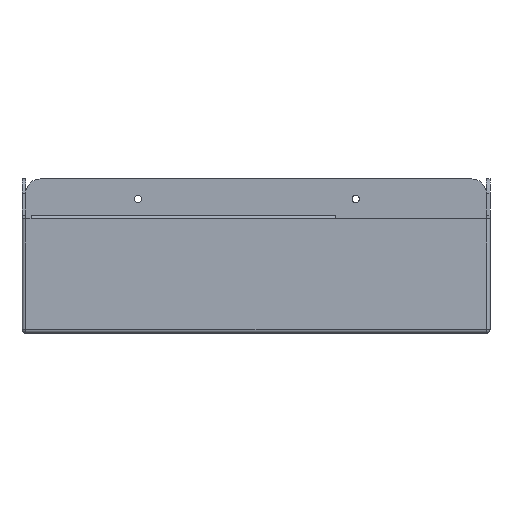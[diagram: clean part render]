
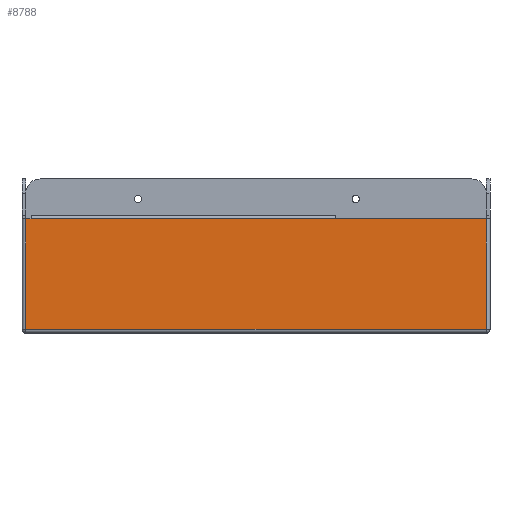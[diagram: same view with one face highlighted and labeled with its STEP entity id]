
A CAD part, left-side view. The second image highlights one B-rep face of the part: STEP entity #8788.
In plain terms, the highlighted planar face has unit normal (-1, 0, 0).
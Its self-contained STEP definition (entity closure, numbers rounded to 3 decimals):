
#83 = CYLINDRICAL_SURFACE('',#84,2.);
#84 = AXIS2_PLACEMENT_3D('',#85,#86,#87);
#85 = CARTESIAN_POINT('',(2.,258.,2.));
#86 = DIRECTION('',(0.,-1.,0.));
#87 = DIRECTION('',(-1.,0.,0.));
#3121 = EDGE_CURVE('',#3122,#3124,#3126,.T.);
#3122 = VERTEX_POINT('',#3123);
#3123 = CARTESIAN_POINT('',(0.,256.,2.));
#3124 = VERTEX_POINT('',#3125);
#3125 = CARTESIAN_POINT('',(0.,2.,2.));
#3126 = SURFACE_CURVE('',#3127,(#3131,#3138),.PCURVE_S1.);
#3127 = LINE('',#3128,#3129);
#3128 = CARTESIAN_POINT('',(0.,258.,2.));
#3129 = VECTOR('',#3130,1.);
#3130 = DIRECTION('',(0.,-1.,0.));
#3131 = PCURVE('',#83,#3132);
#3132 = DEFINITIONAL_REPRESENTATION('',(#3133),#3137);
#3133 = LINE('',#3134,#3135);
#3134 = CARTESIAN_POINT('',(0.,0.));
#3135 = VECTOR('',#3136,1.);
#3136 = DIRECTION('',(0.,1.));
#3137 = ( GEOMETRIC_REPRESENTATION_CONTEXT(2) 
PARAMETRIC_REPRESENTATION_CONTEXT() REPRESENTATION_CONTEXT('2D SPACE',''
  ) );
#3138 = PCURVE('',#3139,#3144);
#3139 = PLANE('',#3140);
#3140 = AXIS2_PLACEMENT_3D('',#3141,#3142,#3143);
#3141 = CARTESIAN_POINT('',(0.,258.,0.));
#3142 = DIRECTION('',(1.,0.,0.));
#3143 = DIRECTION('',(0.,-1.,0.));
#3144 = DEFINITIONAL_REPRESENTATION('',(#3145),#3149);
#3145 = LINE('',#3146,#3147);
#3146 = CARTESIAN_POINT('',(0.,-2.));
#3147 = VECTOR('',#3148,1.);
#3148 = DIRECTION('',(1.,0.));
#3149 = ( GEOMETRIC_REPRESENTATION_CONTEXT(2) 
PARAMETRIC_REPRESENTATION_CONTEXT() REPRESENTATION_CONTEXT('2D SPACE',''
  ) );
#8053 = CYLINDRICAL_SURFACE('',#8054,2.);
#8054 = AXIS2_PLACEMENT_3D('',#8055,#8056,#8057);
#8055 = CARTESIAN_POINT('',(2.,2.,0.));
#8056 = DIRECTION('',(0.,0.,1.));
#8057 = DIRECTION('',(-1.,0.,0.));
#8164 = PLANE('',#8165);
#8165 = AXIS2_PLACEMENT_3D('',#8166,#8167,#8168);
#8166 = CARTESIAN_POINT('',(0.,85.,62.968));
#8167 = DIRECTION('',(0.,0.,-1.));
#8168 = DIRECTION('',(0.,-1.,0.));
#8788 = ADVANCED_FACE('',(#8789),#3139,.F.);
#8789 = FACE_BOUND('',#8790,.F.);
#8790 = EDGE_LOOP('',(#8791,#8816,#8837,#8838,#8866,#8894));
#8791 = ORIENTED_EDGE('',*,*,#8792,.T.);
#8792 = EDGE_CURVE('',#8793,#8795,#8797,.T.);
#8793 = VERTEX_POINT('',#8794);
#8794 = CARTESIAN_POINT('',(0.,85.,62.968));
#8795 = VERTEX_POINT('',#8796);
#8796 = CARTESIAN_POINT('',(0.,2.,62.968));
#8797 = SURFACE_CURVE('',#8798,(#8802,#8809),.PCURVE_S1.);
#8798 = LINE('',#8799,#8800);
#8799 = CARTESIAN_POINT('',(0.,85.,62.968));
#8800 = VECTOR('',#8801,1.);
#8801 = DIRECTION('',(0.,-1.,0.));
#8802 = PCURVE('',#3139,#8803);
#8803 = DEFINITIONAL_REPRESENTATION('',(#8804),#8808);
#8804 = LINE('',#8805,#8806);
#8805 = CARTESIAN_POINT('',(173.,-62.968));
#8806 = VECTOR('',#8807,1.);
#8807 = DIRECTION('',(1.,0.));
#8808 = ( GEOMETRIC_REPRESENTATION_CONTEXT(2) 
PARAMETRIC_REPRESENTATION_CONTEXT() REPRESENTATION_CONTEXT('2D SPACE',''
  ) );
#8809 = PCURVE('',#8164,#8810);
#8810 = DEFINITIONAL_REPRESENTATION('',(#8811),#8815);
#8811 = LINE('',#8812,#8813);
#8812 = CARTESIAN_POINT('',(0.,-0.));
#8813 = VECTOR('',#8814,1.);
#8814 = DIRECTION('',(1.,0.));
#8815 = ( GEOMETRIC_REPRESENTATION_CONTEXT(2) 
PARAMETRIC_REPRESENTATION_CONTEXT() REPRESENTATION_CONTEXT('2D SPACE',''
  ) );
#8816 = ORIENTED_EDGE('',*,*,#8817,.F.);
#8817 = EDGE_CURVE('',#3124,#8795,#8818,.T.);
#8818 = SURFACE_CURVE('',#8819,(#8823,#8830),.PCURVE_S1.);
#8819 = LINE('',#8820,#8821);
#8820 = CARTESIAN_POINT('',(0.,2.,0.));
#8821 = VECTOR('',#8822,1.);
#8822 = DIRECTION('',(0.,0.,1.));
#8823 = PCURVE('',#3139,#8824);
#8824 = DEFINITIONAL_REPRESENTATION('',(#8825),#8829);
#8825 = LINE('',#8826,#8827);
#8826 = CARTESIAN_POINT('',(256.,0.));
#8827 = VECTOR('',#8828,1.);
#8828 = DIRECTION('',(0.,-1.));
#8829 = ( GEOMETRIC_REPRESENTATION_CONTEXT(2) 
PARAMETRIC_REPRESENTATION_CONTEXT() REPRESENTATION_CONTEXT('2D SPACE',''
  ) );
#8830 = PCURVE('',#8053,#8831);
#8831 = DEFINITIONAL_REPRESENTATION('',(#8832),#8836);
#8832 = LINE('',#8833,#8834);
#8833 = CARTESIAN_POINT('',(0.,0.));
#8834 = VECTOR('',#8835,1.);
#8835 = DIRECTION('',(0.,1.));
#8836 = ( GEOMETRIC_REPRESENTATION_CONTEXT(2) 
PARAMETRIC_REPRESENTATION_CONTEXT() REPRESENTATION_CONTEXT('2D SPACE',''
  ) );
#8837 = ORIENTED_EDGE('',*,*,#3121,.F.);
#8838 = ORIENTED_EDGE('',*,*,#8839,.T.);
#8839 = EDGE_CURVE('',#3122,#8840,#8842,.T.);
#8840 = VERTEX_POINT('',#8841);
#8841 = CARTESIAN_POINT('',(0.,256.,62.968));
#8842 = SURFACE_CURVE('',#8843,(#8847,#8854),.PCURVE_S1.);
#8843 = LINE('',#8844,#8845);
#8844 = CARTESIAN_POINT('',(0.,256.,0.));
#8845 = VECTOR('',#8846,1.);
#8846 = DIRECTION('',(0.,0.,1.));
#8847 = PCURVE('',#3139,#8848);
#8848 = DEFINITIONAL_REPRESENTATION('',(#8849),#8853);
#8849 = LINE('',#8850,#8851);
#8850 = CARTESIAN_POINT('',(2.,0.));
#8851 = VECTOR('',#8852,1.);
#8852 = DIRECTION('',(0.,-1.));
#8853 = ( GEOMETRIC_REPRESENTATION_CONTEXT(2) 
PARAMETRIC_REPRESENTATION_CONTEXT() REPRESENTATION_CONTEXT('2D SPACE',''
  ) );
#8854 = PCURVE('',#8855,#8860);
#8855 = CYLINDRICAL_SURFACE('',#8856,2.);
#8856 = AXIS2_PLACEMENT_3D('',#8857,#8858,#8859);
#8857 = CARTESIAN_POINT('',(2.,256.,0.));
#8858 = DIRECTION('',(0.,0.,1.));
#8859 = DIRECTION('',(-1.,0.,0.));
#8860 = DEFINITIONAL_REPRESENTATION('',(#8861),#8865);
#8861 = LINE('',#8862,#8863);
#8862 = CARTESIAN_POINT('',(-0.,0.));
#8863 = VECTOR('',#8864,1.);
#8864 = DIRECTION('',(-0.,1.));
#8865 = ( GEOMETRIC_REPRESENTATION_CONTEXT(2) 
PARAMETRIC_REPRESENTATION_CONTEXT() REPRESENTATION_CONTEXT('2D SPACE',''
  ) );
#8866 = ORIENTED_EDGE('',*,*,#8867,.F.);
#8867 = EDGE_CURVE('',#8868,#8840,#8870,.T.);
#8868 = VERTEX_POINT('',#8869);
#8869 = CARTESIAN_POINT('',(0.,253.,62.968));
#8870 = SURFACE_CURVE('',#8871,(#8875,#8882),.PCURVE_S1.);
#8871 = LINE('',#8872,#8873);
#8872 = CARTESIAN_POINT('',(0.,253.,62.968));
#8873 = VECTOR('',#8874,1.);
#8874 = DIRECTION('',(0.,1.,0.));
#8875 = PCURVE('',#3139,#8876);
#8876 = DEFINITIONAL_REPRESENTATION('',(#8877),#8881);
#8877 = LINE('',#8878,#8879);
#8878 = CARTESIAN_POINT('',(5.,-62.968));
#8879 = VECTOR('',#8880,1.);
#8880 = DIRECTION('',(-1.,0.));
#8881 = ( GEOMETRIC_REPRESENTATION_CONTEXT(2) 
PARAMETRIC_REPRESENTATION_CONTEXT() REPRESENTATION_CONTEXT('2D SPACE',''
  ) );
#8882 = PCURVE('',#8883,#8888);
#8883 = PLANE('',#8884);
#8884 = AXIS2_PLACEMENT_3D('',#8885,#8886,#8887);
#8885 = CARTESIAN_POINT('',(0.,253.,62.968));
#8886 = DIRECTION('',(0.,0.,1.));
#8887 = DIRECTION('',(0.,1.,0.));
#8888 = DEFINITIONAL_REPRESENTATION('',(#8889),#8893);
#8889 = LINE('',#8890,#8891);
#8890 = CARTESIAN_POINT('',(0.,0.));
#8891 = VECTOR('',#8892,1.);
#8892 = DIRECTION('',(1.,0.));
#8893 = ( GEOMETRIC_REPRESENTATION_CONTEXT(2) 
PARAMETRIC_REPRESENTATION_CONTEXT() REPRESENTATION_CONTEXT('2D SPACE',''
  ) );
#8894 = ORIENTED_EDGE('',*,*,#8895,.F.);
#8895 = EDGE_CURVE('',#8793,#8868,#8896,.T.);
#8896 = SURFACE_CURVE('',#8897,(#8901,#8908),.PCURVE_S1.);
#8897 = LINE('',#8898,#8899);
#8898 = CARTESIAN_POINT('',(0.,85.,62.968));
#8899 = VECTOR('',#8900,1.);
#8900 = DIRECTION('',(0.,1.,0.));
#8901 = PCURVE('',#3139,#8902);
#8902 = DEFINITIONAL_REPRESENTATION('',(#8903),#8907);
#8903 = LINE('',#8904,#8905);
#8904 = CARTESIAN_POINT('',(173.,-62.968));
#8905 = VECTOR('',#8906,1.);
#8906 = DIRECTION('',(-1.,0.));
#8907 = ( GEOMETRIC_REPRESENTATION_CONTEXT(2) 
PARAMETRIC_REPRESENTATION_CONTEXT() REPRESENTATION_CONTEXT('2D SPACE',''
  ) );
#8908 = PCURVE('',#8909,#8914);
#8909 = PLANE('',#8910);
#8910 = AXIS2_PLACEMENT_3D('',#8911,#8912,#8913);
#8911 = CARTESIAN_POINT('',(0.,253.,65.));
#8912 = DIRECTION('',(-1.,0.,0.));
#8913 = DIRECTION('',(0.,0.,-1.));
#8914 = DEFINITIONAL_REPRESENTATION('',(#8915),#8919);
#8915 = LINE('',#8916,#8917);
#8916 = CARTESIAN_POINT('',(2.032,168.));
#8917 = VECTOR('',#8918,1.);
#8918 = DIRECTION('',(0.,-1.));
#8919 = ( GEOMETRIC_REPRESENTATION_CONTEXT(2) 
PARAMETRIC_REPRESENTATION_CONTEXT() REPRESENTATION_CONTEXT('2D SPACE',''
  ) );
